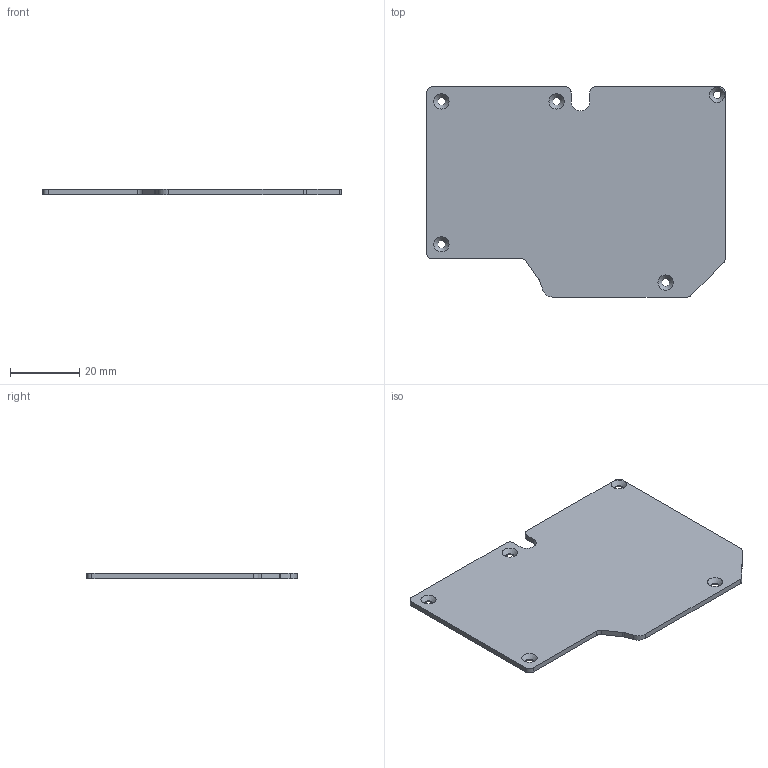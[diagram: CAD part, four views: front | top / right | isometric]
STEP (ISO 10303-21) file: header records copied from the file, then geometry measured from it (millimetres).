
FILE_DESCRIPTION(/* description */ (''),/* implementation_level */ '2;1');
FILE_NAME(/* name */ 'Cover Bottom^225-00000-000_CD.stp',/* time_stamp */ '2018-07-31T12:20:17-07:00',/* author */ ('MJ'),/* organization */ (''),/* preprocessor_version */ 'ST-DEVELOPER v16.13',/* originating_system */ 'Autodesk Inventor 2018',/* authorisation */ '');
FILE_SCHEMA (('AUTOMOTIVE_DESIGN { 1 0 10303 214 3 1 1 }'));
Length unit declared in the file: inch
Products named in the file (1): Cover Bottom^225-00000-000_CD
Bounding box: 86.11 x 60.71 x 1.52 mm (x, y, z)
Volume: 7232.5 mm3; surface area: 10015.1 mm2
Topology: 1 solids, 1 shells, 34 faces, 91 edges, 59 vertices
Faces by surface type: cylinder 16, plane 13, cone 5
Full cylindrical faces by diameter (mm): 2.261 x5
Entity records: 1090 total; most frequent: DIRECTION 188, CARTESIAN_POINT 175, ORIENTED_EDGE 162, EDGE_CURVE 81, AXIS2_PLACEMENT_3D 72, VERTEX_POINT 59, EDGE_LOOP 54, LINE 44
